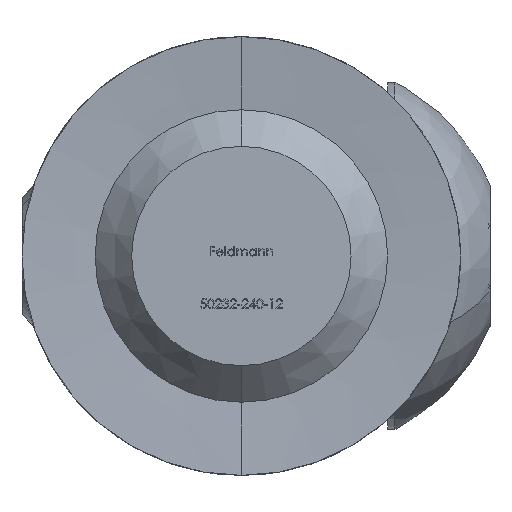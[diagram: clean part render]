
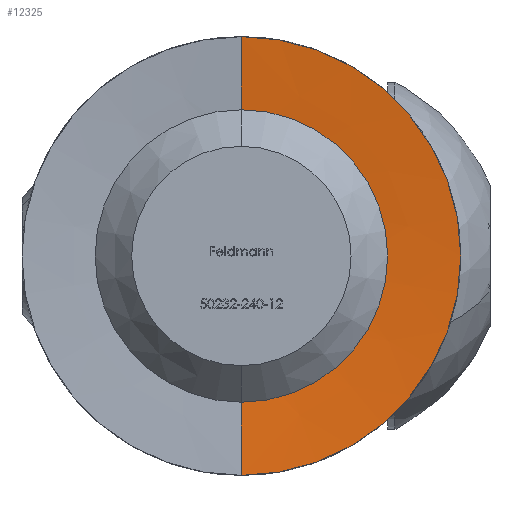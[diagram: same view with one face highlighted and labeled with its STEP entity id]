
A CAD part, front view. The second image highlights one B-rep face of the part: STEP entity #12325.
In plain terms, the highlighted conical face has half-angle 85 degrees and reference radius 3.272 mm.
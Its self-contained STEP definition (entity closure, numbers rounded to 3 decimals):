
#429 = EDGE_CURVE ( 'NONE', #16646, #10246, #11795, .T. ) ;
#442 = ORIENTED_EDGE ( 'NONE', *, *, #2033, .F. ) ;
#546 = DIRECTION ( 'NONE',  ( 0., -0.087, 0.996 ) ) ;
#593 = AXIS2_PLACEMENT_3D ( 'NONE', #10209, #13916, #3583 ) ;
#1300 = CARTESIAN_POINT ( 'NONE',  ( 0., 0.239, 3.272 ) ) ;
#2033 = EDGE_CURVE ( 'NONE', #16646, #9035, #15398, .T. ) ;
#2539 = LINE ( 'NONE', #14853, #6635 ) ;
#2866 = VERTEX_POINT ( 'NONE', #8850 ) ;
#3133 = EDGE_CURVE ( 'NONE', #10246, #2866, #5452, .T. ) ;
#3236 = CARTESIAN_POINT ( 'NONE',  ( 0., 0., 0. ) ) ;
#3583 = DIRECTION ( 'NONE',  ( 0., 0., -1. ) ) ;
#3866 = AXIS2_PLACEMENT_3D ( 'NONE', #3236, #11038, #12336 ) ;
#4672 = CARTESIAN_POINT ( 'NONE',  ( 0., 0.239, 0. ) ) ;
#4735 = DIRECTION ( 'NONE',  ( 0., 0., -1. ) ) ;
#4886 = VECTOR ( 'NONE', #6542, 1000. ) ;
#5197 = CONICAL_SURFACE ( 'NONE', #16689, 3.272, 1.484 ) ;
#5452 = CIRCLE ( 'NONE', #3866, 6. ) ;
#5508 = CARTESIAN_POINT ( 'NONE',  ( 0., 0.239, -3.272 ) ) ;
#6542 = DIRECTION ( 'NONE',  ( 0., -0.087, -0.996 ) ) ;
#6635 = VECTOR ( 'NONE', #546, 1000. ) ;
#8733 = DIRECTION ( 'NONE',  ( 0., -1., 0. ) ) ;
#8850 = CARTESIAN_POINT ( 'NONE',  ( 0., 0., 6. ) ) ;
#9035 = VERTEX_POINT ( 'NONE', #1300 ) ;
#9869 = CARTESIAN_POINT ( 'NONE',  ( 0., 0., -6. ) ) ;
#10209 = CARTESIAN_POINT ( 'NONE',  ( 0., 0.239, 0. ) ) ;
#10246 = VERTEX_POINT ( 'NONE', #9869 ) ;
#10677 = EDGE_LOOP ( 'NONE', ( #16731, #442, #13117, #14649 ) ) ;
#10911 = FACE_OUTER_BOUND ( 'NONE', #10677, .T. ) ;
#11038 = DIRECTION ( 'NONE',  ( 0., -1., 0. ) ) ;
#11795 = LINE ( 'NONE', #15477, #4886 ) ;
#12244 = EDGE_CURVE ( 'NONE', #9035, #2866, #2539, .T. ) ;
#12325 = ADVANCED_FACE ( 'NONE', ( #10911 ), #5197, .F. ) ;
#12336 = DIRECTION ( 'NONE',  ( 0., 0., -1. ) ) ;
#13117 = ORIENTED_EDGE ( 'NONE', *, *, #429, .T. ) ;
#13916 = DIRECTION ( 'NONE',  ( 0., -1., 0. ) ) ;
#14649 = ORIENTED_EDGE ( 'NONE', *, *, #3133, .T. ) ;
#14853 = CARTESIAN_POINT ( 'NONE',  ( 0., 0.239, 3.272 ) ) ;
#15398 = CIRCLE ( 'NONE', #593, 3.272 ) ;
#15477 = CARTESIAN_POINT ( 'NONE',  ( 0., 0.239, -3.272 ) ) ;
#16646 = VERTEX_POINT ( 'NONE', #5508 ) ;
#16689 = AXIS2_PLACEMENT_3D ( 'NONE', #4672, #8733, #4735 ) ;
#16731 = ORIENTED_EDGE ( 'NONE', *, *, #12244, .F. ) ;
